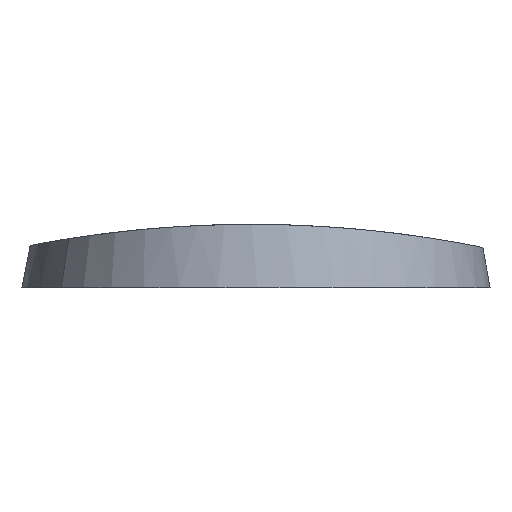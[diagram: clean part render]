
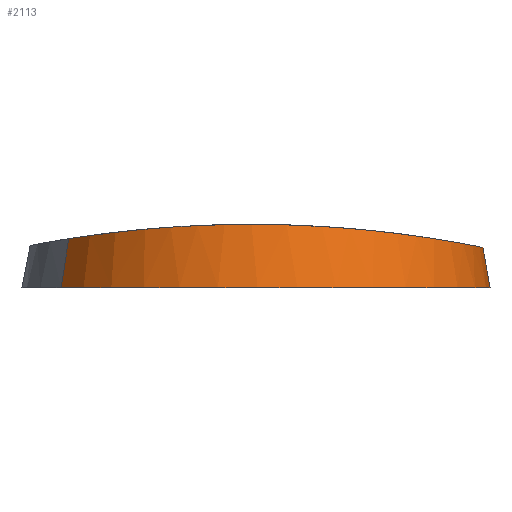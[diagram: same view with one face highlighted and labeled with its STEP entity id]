
A CAD part, left-side view. The second image highlights one B-rep face of the part: STEP entity #2113.
In plain terms, the highlighted conical face has half-angle 10 degrees and reference radius 11.75 mm.
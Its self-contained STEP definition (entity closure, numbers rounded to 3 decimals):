
#17=CIRCLE('',#2310,11.75);
#31=CONICAL_SURFACE('',#2309,11.75,0.175);
#81=B_SPLINE_CURVE_WITH_KNOTS('',3,(#4251,#4252,#4253,#4254,#4255,#4256,
#4257,#4258),.UNSPECIFIED.,.F.,.F.,(4,2,2,4),(3.957,4.258,
4.683,5.057),.UNSPECIFIED.);
#82=B_SPLINE_CURVE_WITH_KNOTS('',3,(#4260,#4261,#4262,#4263,#4264,#4265,
#4266,#4267,#4268,#4269,#4270,#4271),.UNSPECIFIED.,.F.,.F.,(4,2,2,2,2,4),
(5.057,5.107,5.532,5.958,6.385,
6.795),.UNSPECIFIED.);
#281=FACE_OUTER_BOUND('',#397,.T.);
#397=EDGE_LOOP('',(#1930,#1931,#1932,#1933,#1934));
#582=LINE('',#4175,#778);
#587=LINE('',#4292,#783);
#778=VECTOR('',#2797,10.);
#783=VECTOR('',#2818,10.);
#1046=VERTEX_POINT('',#4173);
#1047=VERTEX_POINT('',#4174);
#1054=VERTEX_POINT('',#4250);
#1055=VERTEX_POINT('',#4259);
#1057=VERTEX_POINT('',#4291);
#1337=EDGE_CURVE('',#1046,#1047,#582,.T.);
#1348=EDGE_CURVE('',#1047,#1054,#81,.T.);
#1349=EDGE_CURVE('',#1054,#1055,#82,.T.);
#1355=EDGE_CURVE('',#1057,#1055,#587,.T.);
#1359=EDGE_CURVE('',#1046,#1057,#17,.T.);
#1930=ORIENTED_EDGE('',*,*,#1355,.T.);
#1931=ORIENTED_EDGE('',*,*,#1349,.F.);
#1932=ORIENTED_EDGE('',*,*,#1348,.F.);
#1933=ORIENTED_EDGE('',*,*,#1337,.F.);
#1934=ORIENTED_EDGE('',*,*,#1359,.T.);
#2113=ADVANCED_FACE('',(#281),#31,.T.);
#2309=AXIS2_PLACEMENT_3D('',#4298,#2826,#2827);
#2310=AXIS2_PLACEMENT_3D('',#4299,#2828,#2829);
#2797=DIRECTION('',(0.084,-0.152,0.985));
#2818=DIRECTION('',(0.003,0.174,0.985));
#2826=DIRECTION('center_axis',(0.,0.,-1.));
#2827=DIRECTION('ref_axis',(-0.486,0.874,0.));
#2828=DIRECTION('center_axis',(0.,0.,1.));
#2829=DIRECTION('ref_axis',(-0.486,0.874,0.));
#4173=CARTESIAN_POINT('',(9.791,-5.837,1.75));
#4174=CARTESIAN_POINT('',(10.006,-6.224,4.262));
#4175=CARTESIAN_POINT('',(9.791,-5.837,1.75));
#4250=CARTESIAN_POINT('',(4.334,-15.607,5.));
#4251=CARTESIAN_POINT('Ctrl Pts',(10.006,-6.224,4.262));
#4252=CARTESIAN_POINT('Ctrl Pts',(9.09,-6.75,4.345));
#4253=CARTESIAN_POINT('Ctrl Pts',(8.261,-7.405,4.441));
#4254=CARTESIAN_POINT('Ctrl Pts',(6.58,-9.129,4.658));
#4255=CARTESIAN_POINT('Ctrl Pts',(5.73,-10.401,4.79));
#4256=CARTESIAN_POINT('Ctrl Pts',(4.668,-13.02,4.957));
#4257=CARTESIAN_POINT('Ctrl Pts',(4.391,-14.341,5.));
#4258=CARTESIAN_POINT('Ctrl Pts',(4.334,-15.607,5.));
#4259=CARTESIAN_POINT('',(15.325,-27.492,3.811));
#4260=CARTESIAN_POINT('Ctrl Pts',(4.334,-15.607,5.));
#4261=CARTESIAN_POINT('Ctrl Pts',(4.327,-15.775,5.));
#4262=CARTESIAN_POINT('Ctrl Pts',(4.323,-15.941,4.999));
#4263=CARTESIAN_POINT('Ctrl Pts',(4.321,-17.525,4.986));
#4264=CARTESIAN_POINT('Ctrl Pts',(4.595,-19.038,4.918));
#4265=CARTESIAN_POINT('Ctrl Pts',(5.718,-21.826,4.693));
#4266=CARTESIAN_POINT('Ctrl Pts',(6.566,-23.102,4.539));
#4267=CARTESIAN_POINT('Ctrl Pts',(8.536,-25.13,4.248));
#4268=CARTESIAN_POINT('Ctrl Pts',(9.793,-26.018,4.093));
#4269=CARTESIAN_POINT('Ctrl Pts',(12.506,-27.175,3.877));
#4270=CARTESIAN_POINT('Ctrl Pts',(13.952,-27.47,3.815));
#4271=CARTESIAN_POINT('Ctrl Pts',(15.325,-27.492,3.811));
#4291=CARTESIAN_POINT('',(15.32,-27.856,1.75));
#4292=CARTESIAN_POINT('',(15.32,-27.856,1.75));
#4298=CARTESIAN_POINT('Origin',(15.5,-16.107,1.75));
#4299=CARTESIAN_POINT('Origin',(15.5,-16.107,1.75));
